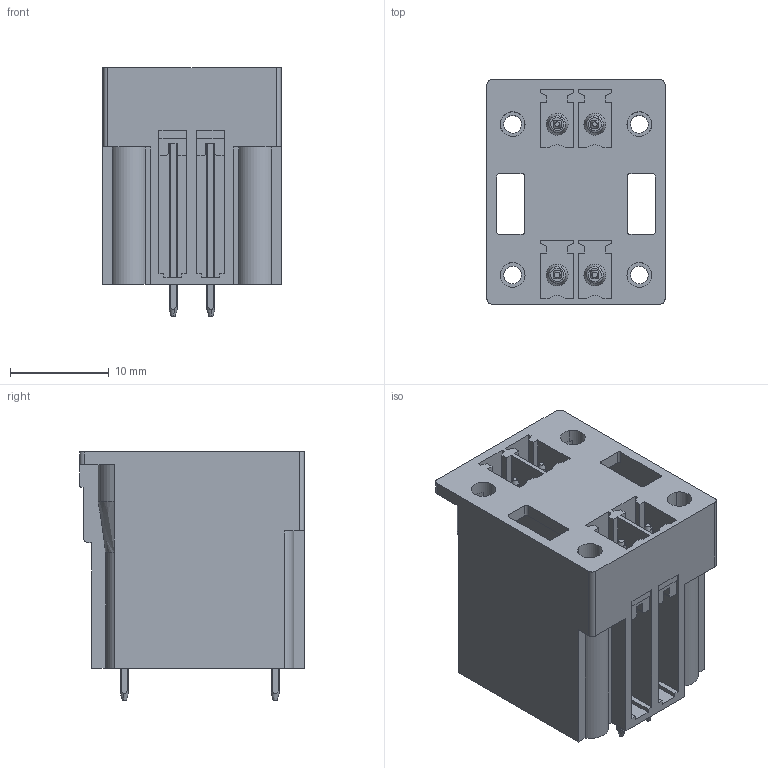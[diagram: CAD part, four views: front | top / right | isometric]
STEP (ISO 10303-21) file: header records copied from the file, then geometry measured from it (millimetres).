
FILE_DESCRIPTION(('CATIA V5 STEP Exchange','CAx-IF Rec.Pracs.--- Model Styling and Organization---1.2---2011-12-15'),'2;1');
FILE_NAME ('D1447192_0', '2018-10-05T08:01:19+00:00', ('none'), ('Weidmueller'), 'CATIA Version 5-6 Release 2014', 'CATIA V5 STEP AP214', 'none');
FILE_SCHEMA(('AUTOMOTIVE_DESIGN { 1 0 10303 214 1 1 1 1 }'));
Length unit declared in the file: millimetre
Products named in the file (1): 1031460000
Bounding box: 18.01 x 22.7 x 25.1 mm (x, y, z)
Volume: 5106.8 mm3; surface area: 5751.7 mm2
Topology: 5 solids, 5 shells, 324 faces, 886 edges, 586 vertices
Faces by surface type: plane 192, cylinder 86, cone 38, torus 8
Entity records: 10299 total; most frequent: CARTESIAN_POINT 2703, ORIENTED_EDGE 1772, DIRECTION 1185, EDGE_CURVE 886, VECTOR 592, LINE 592, VERTEX_POINT 586, AXIS2_PLACEMENT_3D 407
